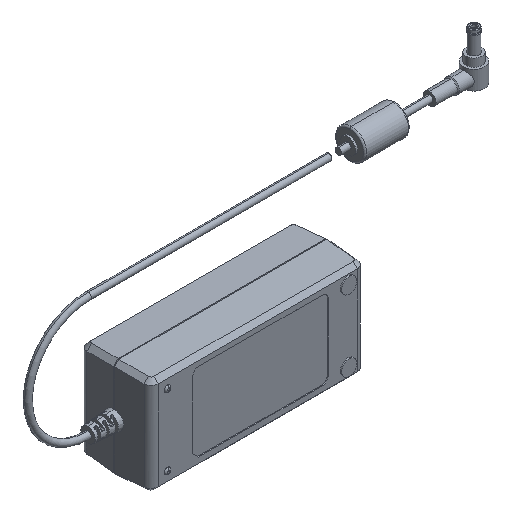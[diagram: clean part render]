
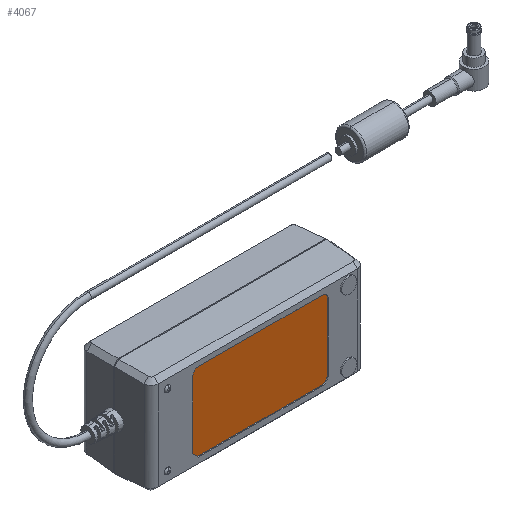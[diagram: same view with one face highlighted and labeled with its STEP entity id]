
A CAD part, isometric view. The second image highlights one B-rep face of the part: STEP entity #4067.
In plain terms, the highlighted planar face has unit normal (0, -1, 0).
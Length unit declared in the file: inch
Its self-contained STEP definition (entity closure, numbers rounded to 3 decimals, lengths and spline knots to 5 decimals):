
#137 = ORIENTED_EDGE ( 'NONE', *, *, #1727, .T. ) ;
#180 = VERTEX_POINT ( 'NONE', #8545 ) ;
#355 = EDGE_CURVE ( 'NONE', #4907, #8936, #11336, .T. ) ;
#482 = FACE_OUTER_BOUND ( 'NONE', #5533, .T. ) ;
#621 = DIRECTION ( 'NONE',  ( -1., 0., 0. ) ) ;
#666 = ORIENTED_EDGE ( 'NONE', *, *, #6690, .T. ) ;
#920 = DIRECTION ( 'NONE',  ( 0., 0., -1. ) ) ;
#1085 = ORIENTED_EDGE ( 'NONE', *, *, #3817, .T. ) ;
#1089 = CARTESIAN_POINT ( 'NONE',  ( -1.34834, -0.715, -0.69087 ) ) ;
#1128 = VERTEX_POINT ( 'NONE', #8941 ) ;
#1202 = LINE ( 'NONE', #1089, #6674 ) ;
#1234 = CARTESIAN_POINT ( 'NONE',  ( -1.34834, -0.715, -0.69087 ) ) ;
#1305 = AXIS2_PLACEMENT_3D ( 'NONE', #7333, #5340, #1738 ) ;
#1460 = DIRECTION ( 'NONE',  ( 0., -1., 0. ) ) ;
#1605 = VERTEX_POINT ( 'NONE', #7420 ) ;
#1727 = EDGE_CURVE ( 'NONE', #1128, #180, #6075, .T. ) ;
#1738 = DIRECTION ( 'NONE',  ( 0., 0., -1. ) ) ;
#1957 = EDGE_CURVE ( 'NONE', #7269, #4957, #5927, .T. ) ;
#2217 = CIRCLE ( 'NONE', #1305, 0.125 ) ;
#3004 = ORIENTED_EDGE ( 'NONE', *, *, #10724, .T. ) ;
#3091 = VECTOR ( 'NONE', #3912, 39.37008 ) ;
#3096 = CARTESIAN_POINT ( 'NONE',  ( -1.34834, -0.715, -0.69087 ) ) ;
#3263 = ORIENTED_EDGE ( 'NONE', *, *, #3595, .T. ) ;
#3595 = EDGE_CURVE ( 'NONE', #4957, #1605, #2217, .T. ) ;
#3609 = DIRECTION ( 'NONE',  ( 0., -1., 0. ) ) ;
#3730 = VERTEX_POINT ( 'NONE', #1234 ) ;
#3817 = EDGE_CURVE ( 'NONE', #3730, #4907, #7970, .T. ) ;
#3912 = DIRECTION ( 'NONE',  ( 0.707, 0., -0.707 ) ) ;
#4067 = ADVANCED_FACE ( 'NONE', ( #482 ), #9022, .T. ) ;
#4181 = CARTESIAN_POINT ( 'NONE',  ( -1.22334, -0.715, -0.81587 ) ) ;
#4255 = CARTESIAN_POINT ( 'NONE',  ( 1.33866, -0.715, 0.69113 ) ) ;
#4559 = CARTESIAN_POINT ( 'NONE',  ( 1.33866, -0.715, -0.69087 ) ) ;
#4648 = VECTOR ( 'NONE', #9393, 39.37008 ) ;
#4823 = CARTESIAN_POINT ( 'NONE',  ( 1.46366, -0.715, -0.69087 ) ) ;
#4827 = ORIENTED_EDGE ( 'NONE', *, *, #1957, .T. ) ;
#4907 = VERTEX_POINT ( 'NONE', #6096 ) ;
#4957 = VERTEX_POINT ( 'NONE', #11564 ) ;
#5118 = DIRECTION ( 'NONE',  ( 1., 0., 0. ) ) ;
#5272 = VECTOR ( 'NONE', #5118, 39.37008 ) ;
#5340 = DIRECTION ( 'NONE',  ( 0., -1., 0. ) ) ;
#5533 = EDGE_LOOP ( 'NONE', ( #1085, #10549, #666, #137, #9273, #4827, #3263, #3004 ) ) ;
#5845 = AXIS2_PLACEMENT_3D ( 'NONE', #4255, #1460, #11341 ) ;
#5927 = LINE ( 'NONE', #8088, #8781 ) ;
#6075 = LINE ( 'NONE', #4823, #4648 ) ;
#6096 = CARTESIAN_POINT ( 'NONE',  ( -1.22334, -0.715, -0.81587 ) ) ;
#6160 = CIRCLE ( 'NONE', #8668, 0.125 ) ;
#6674 = VECTOR ( 'NONE', #7674, 39.37008 ) ;
#6690 = EDGE_CURVE ( 'NONE', #8936, #1128, #6160, .T. ) ;
#7269 = VERTEX_POINT ( 'NONE', #10122 ) ;
#7333 = CARTESIAN_POINT ( 'NONE',  ( -1.22334, -0.715, 0.69113 ) ) ;
#7411 = AXIS2_PLACEMENT_3D ( 'NONE', #4559, #3609, #920 ) ;
#7420 = CARTESIAN_POINT ( 'NONE',  ( -1.34834, -0.715, 0.69113 ) ) ;
#7674 = DIRECTION ( 'NONE',  ( 0., 0., -1. ) ) ;
#7956 = EDGE_CURVE ( 'NONE', #180, #7269, #11469, .T. ) ;
#7970 = LINE ( 'NONE', #3096, #3091 ) ;
#8088 = CARTESIAN_POINT ( 'NONE',  ( -1.22334, -0.715, 0.81613 ) ) ;
#8545 = CARTESIAN_POINT ( 'NONE',  ( 1.46366, -0.715, 0.69113 ) ) ;
#8668 = AXIS2_PLACEMENT_3D ( 'NONE', #9026, #9154, #11083 ) ;
#8781 = VECTOR ( 'NONE', #621, 39.37008 ) ;
#8936 = VERTEX_POINT ( 'NONE', #10795 ) ;
#8941 = CARTESIAN_POINT ( 'NONE',  ( 1.46366, -0.715, -0.69087 ) ) ;
#9022 = PLANE ( 'NONE',  #7411 ) ;
#9026 = CARTESIAN_POINT ( 'NONE',  ( 1.33866, -0.715, -0.69087 ) ) ;
#9154 = DIRECTION ( 'NONE',  ( 0., -1., 0. ) ) ;
#9273 = ORIENTED_EDGE ( 'NONE', *, *, #7956, .T. ) ;
#9393 = DIRECTION ( 'NONE',  ( 0., 0., 1. ) ) ;
#10122 = CARTESIAN_POINT ( 'NONE',  ( 1.33866, -0.715, 0.81613 ) ) ;
#10549 = ORIENTED_EDGE ( 'NONE', *, *, #355, .T. ) ;
#10724 = EDGE_CURVE ( 'NONE', #1605, #3730, #1202, .T. ) ;
#10795 = CARTESIAN_POINT ( 'NONE',  ( 1.33866, -0.715, -0.81587 ) ) ;
#11083 = DIRECTION ( 'NONE',  ( 0., 0., -1. ) ) ;
#11336 = LINE ( 'NONE', #4181, #5272 ) ;
#11341 = DIRECTION ( 'NONE',  ( 0., 0., 1. ) ) ;
#11469 = CIRCLE ( 'NONE', #5845, 0.125 ) ;
#11564 = CARTESIAN_POINT ( 'NONE',  ( -1.22334, -0.715, 0.81613 ) ) ;
